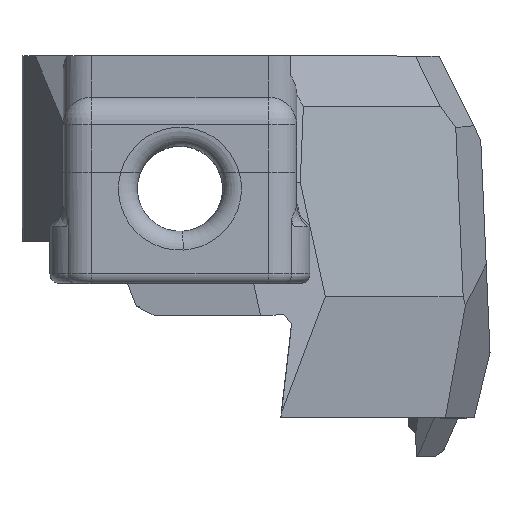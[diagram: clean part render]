
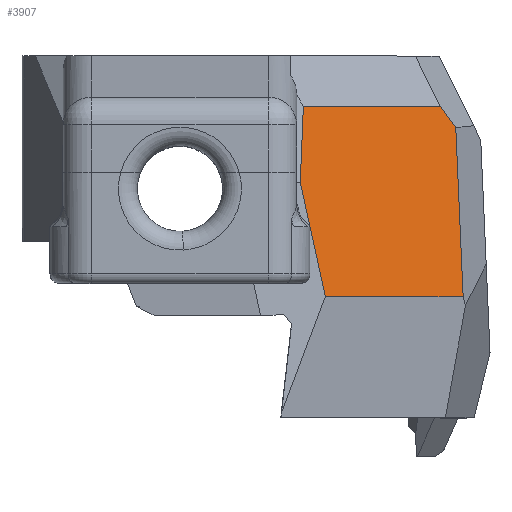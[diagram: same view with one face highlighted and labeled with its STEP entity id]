
A CAD part, top view. The second image highlights one B-rep face of the part: STEP entity #3907.
In plain terms, the highlighted planar face has unit normal (0.626, 0.07, 0.776).
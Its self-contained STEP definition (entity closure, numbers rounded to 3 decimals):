
#152=PLANE('',#4195);
#394=LINE('',#6156,#810);
#395=LINE('',#6158,#811);
#396=LINE('',#6160,#812);
#397=LINE('',#6162,#813);
#398=LINE('',#6164,#814);
#399=LINE('',#6165,#815);
#810=VECTOR('',#4802,10.);
#811=VECTOR('',#4803,10.);
#812=VECTOR('',#4804,10.);
#813=VECTOR('',#4805,10.);
#814=VECTOR('',#4806,10.);
#815=VECTOR('',#4807,10.);
#1216=FACE_OUTER_BOUND('',#1434,.T.);
#1434=EDGE_LOOP('',(#3025,#3026,#3027,#3028,#3029,#3030));
#1842=VERTEX_POINT('',#6154);
#1843=VERTEX_POINT('',#6155);
#1844=VERTEX_POINT('',#6157);
#1845=VERTEX_POINT('',#6159);
#1846=VERTEX_POINT('',#6161);
#1847=VERTEX_POINT('',#6163);
#2288=EDGE_CURVE('',#1842,#1843,#394,.F.);
#2289=EDGE_CURVE('',#1844,#1842,#395,.T.);
#2290=EDGE_CURVE('',#1845,#1844,#396,.T.);
#2291=EDGE_CURVE('',#1845,#1846,#397,.F.);
#2292=EDGE_CURVE('',#1847,#1846,#398,.T.);
#2293=EDGE_CURVE('',#1843,#1847,#399,.T.);
#3025=ORIENTED_EDGE('',*,*,#2288,.F.);
#3026=ORIENTED_EDGE('',*,*,#2289,.F.);
#3027=ORIENTED_EDGE('',*,*,#2290,.F.);
#3028=ORIENTED_EDGE('',*,*,#2291,.T.);
#3029=ORIENTED_EDGE('',*,*,#2292,.F.);
#3030=ORIENTED_EDGE('',*,*,#2293,.F.);
#3907=ADVANCED_FACE('',(#1216),#152,.T.);
#4195=AXIS2_PLACEMENT_3D('',#6153,#4800,#4801);
#4800=DIRECTION('center_axis',(0.626,0.07,0.776));
#4801=DIRECTION('ref_axis',(0.778,0.,-0.628));
#4802=DIRECTION('',(-0.778,0.,0.628));
#4803=DIRECTION('',(0.04,0.992,-0.121));
#4804=DIRECTION('',(-0.214,0.973,0.085));
#4805=DIRECTION('',(-0.778,0.,0.628));
#4806=DIRECTION('',(0.044,-0.998,0.054));
#4807=DIRECTION('',(0.545,-0.751,-0.372));
#6153=CARTESIAN_POINT('Origin',(30.586,26.926,116.751));
#6154=CARTESIAN_POINT('',(14.538,36.684,128.824));
#6155=CARTESIAN_POINT('',(29.016,36.684,117.141));
#6156=CARTESIAN_POINT('',(30.271,36.684,116.129));
#6157=CARTESIAN_POINT('',(14.214,28.649,129.808));
#6158=CARTESIAN_POINT('',(14.148,27.021,130.007));
#6159=CARTESIAN_POINT('',(16.868,16.572,128.751));
#6160=CARTESIAN_POINT('',(15.987,20.579,129.101));
#6161=CARTESIAN_POINT('',(31.425,16.572,117.005));
#6162=CARTESIAN_POINT('',(30.988,16.572,117.357));
#6163=CARTESIAN_POINT('',(30.645,34.439,116.029));
#6164=CARTESIAN_POINT('',(30.82,30.435,116.247));
#6165=CARTESIAN_POINT('',(31.068,33.856,115.74));
